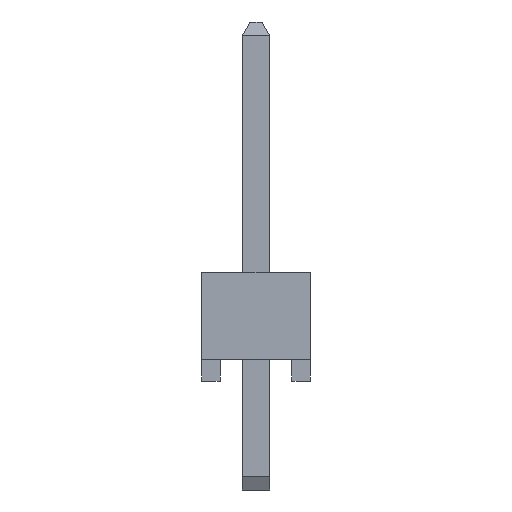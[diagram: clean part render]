
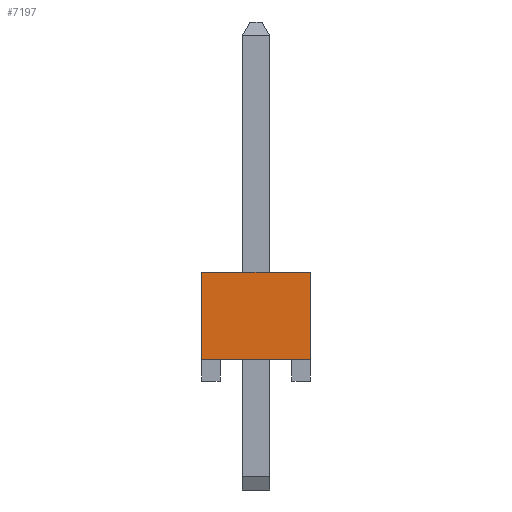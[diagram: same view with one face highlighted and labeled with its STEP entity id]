
A CAD part, left-side view. The second image highlights one B-rep face of the part: STEP entity #7197.
In plain terms, the highlighted planar face has unit normal (-1, 0, 0).
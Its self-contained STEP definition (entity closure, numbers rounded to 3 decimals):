
#295=FACE_OUTER_BOUND($,#718,.T.);
#718=EDGE_LOOP($,(#5830,#5831,#5832,#5833));
#1520=LINE($,#10908,#2526);
#1538=LINE($,#10943,#2544);
#1539=LINE($,#10945,#2545);
#1540=LINE($,#10946,#2546);
#2526=VECTOR($,#8923,2.54);
#2544=VECTOR($,#8953,2.032);
#2545=VECTOR($,#8954,2.54);
#2546=VECTOR($,#8955,2.032);
#3294=VERTEX_POINT($,#10906);
#3295=VERTEX_POINT($,#10907);
#3306=VERTEX_POINT($,#10942);
#3307=VERTEX_POINT($,#10944);
#4164=EDGE_CURVE($,#3294,#3295,#1520,.T.);
#4182=EDGE_CURVE($,#3295,#3306,#1538,.T.);
#4183=EDGE_CURVE($,#3306,#3307,#1539,.T.);
#4184=EDGE_CURVE($,#3294,#3307,#1540,.T.);
#5830=ORIENTED_EDGE($,*,*,#4164,.T.);
#5831=ORIENTED_EDGE($,*,*,#4182,.T.);
#5832=ORIENTED_EDGE($,*,*,#4183,.T.);
#5833=ORIENTED_EDGE($,*,*,#4184,.F.);
#6789=PLANE($,#7640);
#7197=ADVANCED_FACE($,(#295),#6789,.T.);
#7640=AXIS2_PLACEMENT_3D($,#10941,#8951,#8952);
#8923=DIRECTION($,(0.,1.,0.));
#8951=DIRECTION('center_axis',(-1.,0.,0.));
#8952=DIRECTION('ref_axis',(0.,-1.,0.));
#8953=DIRECTION($,(0.,0.,-1.));
#8954=DIRECTION($,(0.,-1.,0.));
#8955=DIRECTION($,(0.,0.,-1.));
#10906=CARTESIAN_POINT('',(-10.16,-1.27,2.54));
#10907=CARTESIAN_POINT('',(-10.16,1.27,2.54));
#10908=CARTESIAN_POINT($,(-10.16,-1.27,2.54));
#10941=CARTESIAN_POINT('Origin',(-10.16,-1.27,2.54));
#10942=CARTESIAN_POINT('',(-10.16,1.27,0.508));
#10943=CARTESIAN_POINT($,(-10.16,1.27,2.54));
#10944=CARTESIAN_POINT('',(-10.16,-1.27,0.508));
#10945=CARTESIAN_POINT($,(-10.16,-1.27,0.508));
#10946=CARTESIAN_POINT($,(-10.16,-1.27,2.54));
